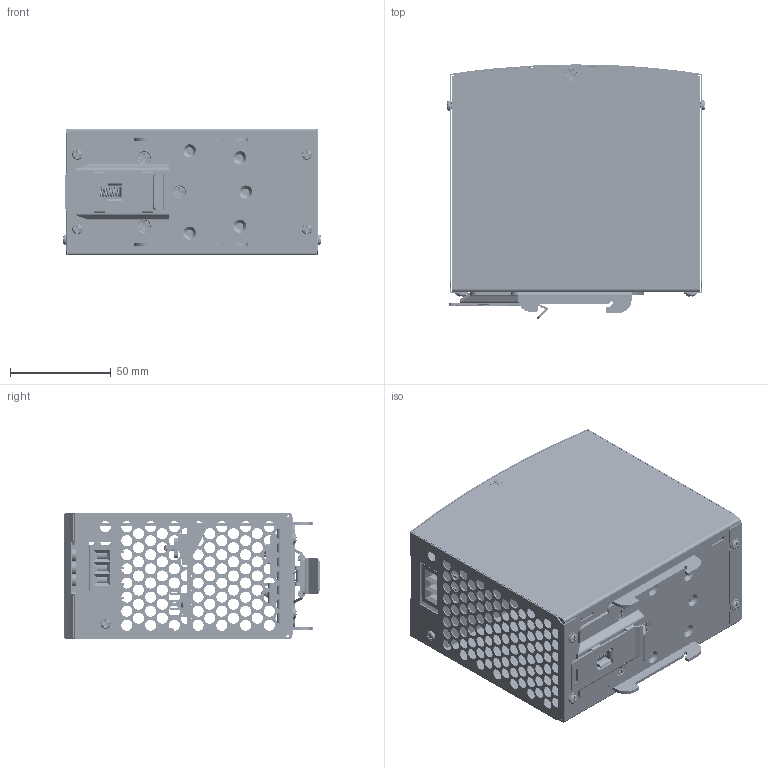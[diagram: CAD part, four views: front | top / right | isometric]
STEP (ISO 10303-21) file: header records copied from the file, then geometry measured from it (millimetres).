
FILE_DESCRIPTION((''),'2;1');
FILE_NAME('YSD240-2022_ASM_14_ASM_ASM','2024-05-28T',('Administrator'),(''),'PRO/ENGINEER BY PARAMETRIC TECHNOLOGY CORPORATION, 2010280','PRO/ENGINEER BY PARAMETRIC TECHNOLOGY CORPORATION, 2010280','');
FILE_SCHEMA(('CONFIG_CONTROL_DESIGN','SHAPE_APPEARANCE_LAYERS_GROUPS'));
Products named in the file (33): 716B_DR_2_9; 716C_DR_2_1; MS_DR_2_1; M3-6_DR_2_1; MS16S21_DR_2_1; 716A_DR_2_12; M3P6_DR_2_1; 716E_DR_2_1; 716H_DR_2_1; QD_DR_2_1; M3-PL_DR_2_1; 716FG_DR_2_3; 716G_DR_2_10; 716E-E_2_1; P0D4-MAX_2_6; 12-22-A_2_1; PM3-12_2_1; 12-22-B_2_1; YJ12025_2_6; PRT0002_DR_2_29; PRT0001_DR_2_9; M3-10_DR_2_1; YPK-MAX_2_ASM_1_ASM_ASM; YJ-L_2_1; AS1T_2_1; PRT0006_1_2; YSD-GDA_22_7_2; PRT0007_12; ASM0002_ASM_1_ASM_2_ASM; YSDN480-KK_ASM_1_ASM_3_ASM; DKKKK_ASM; M3P6_A_1; YSD240-2022_ASM_14_ASM_ASM
Assembly tree (56 placements, depth 5):
  YSD240-2022_ASM_14_ASM_ASM
    716B_DR_2_9
    716C_DR_2_1
    MS_DR_2_1  x3
    M3-6_DR_2_1  x4
    MS16S21_DR_2_1  x2
    716A_DR_2_12
    M3P6_DR_2_1  x10
    716E_DR_2_1
    716H_DR_2_1
    QD_DR_2_1
    M3-PL_DR_2_1  x2
    716FG_DR_2_3
    716G_DR_2_10
    716E-E_2_1
    P0D4-MAX_2_6
    12-22-A_2_1
    PM3-12_2_1  x4
    12-22-B_2_1
    YJ12025_2_6
    PRT0002_DR_2_29
    PRT0001_DR_2_9
    M3-10_DR_2_1  x4
    YPK-MAX_2_ASM_1_ASM_ASM
    YJ-L_2_1
    AS1T_2_1
    DKKKK_ASM
      YSDN480-KK_ASM_1_ASM_3_ASM
        ASM0002_ASM_1_ASM_2_ASM
          PRT0006_1_2
          YSD-GDA_22_7_2
          PRT0007_12
    M3P6_A_1  x3
Bounding box: 128.59 x 126.75 x 63 mm (x, y, z)
Volume: 156805.5 mm3; surface area: 259316.7 mm2
Topology: 52 solids, 52 shells, 3865 faces, 10366 edges, 6689 vertices
Faces by surface type: cylinder 1738, plane 1465, bspline 424, cone 136, extrusion 42, sphere 32, torus 28
Entity records: 110068 total; most frequent: CARTESIAN_POINT 37267, ORIENTED_EDGE 12604, DIRECTION 12373, EDGE_CURVE 6302, AXIS2_PLACEMENT_3D 4403, VERTEX_POINT 4159, VECTOR 3567, LINE 3559
